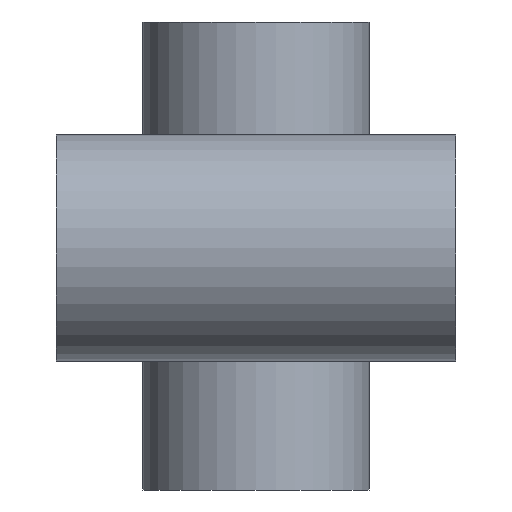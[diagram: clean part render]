
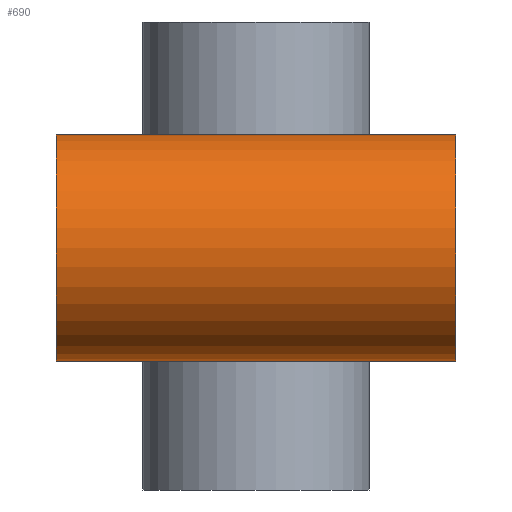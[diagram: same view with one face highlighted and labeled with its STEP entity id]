
A CAD part, front view. The second image highlights one B-rep face of the part: STEP entity #690.
In plain terms, the highlighted cylindrical face has radius 15 mm (diameter 30 mm), a partial arc.
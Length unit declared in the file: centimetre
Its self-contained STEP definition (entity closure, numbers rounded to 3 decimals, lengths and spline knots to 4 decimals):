
#3 = DIRECTION ( 'NONE',  ( 0., 0., 1. ) ) ;
#10 = CYLINDRICAL_SURFACE ( 'NONE', #477, 1.5 ) ;
#54 = VECTOR ( 'NONE', #614, 100. ) ;
#57 = ORIENTED_EDGE ( 'NONE', *, *, #539, .F. ) ;
#63 = EDGE_LOOP ( 'NONE', ( #278, #839, #686, #57 ) ) ;
#78 = CARTESIAN_POINT ( 'NONE',  ( 6.8919, 0.5254, 0. ) ) ;
#79 = DIRECTION ( 'NONE',  ( -1., 0., 0. ) ) ;
#99 = FACE_OUTER_BOUND ( 'NONE', #63, .T. ) ;
#194 = AXIS2_PLACEMENT_3D ( 'NONE', #353, #637, #377 ) ;
#197 = EDGE_CURVE ( 'NONE', #753, #535, #838, .T. ) ;
#262 = CARTESIAN_POINT ( 'NONE',  ( 6.8919, 0.5254, -1.5 ) ) ;
#266 = DIRECTION ( 'NONE',  ( -1., 0., 0. ) ) ;
#270 = VERTEX_POINT ( 'NONE', #735 ) ;
#275 = VERTEX_POINT ( 'NONE', #669 ) ;
#278 = ORIENTED_EDGE ( 'NONE', *, *, #457, .F. ) ;
#298 = EDGE_CURVE ( 'NONE', #535, #275, #440, .T. ) ;
#326 = AXIS2_PLACEMENT_3D ( 'NONE', #618, #266, #413 ) ;
#335 = LINE ( 'NONE', #262, #54 ) ;
#338 = CARTESIAN_POINT ( 'NONE',  ( 2.6492, 0.5254, 1.5 ) ) ;
#353 = CARTESIAN_POINT ( 'NONE',  ( 2.6492, 0.5254, 0. ) ) ;
#377 = DIRECTION ( 'NONE',  ( 0., 0., 1. ) ) ;
#413 = DIRECTION ( 'NONE',  ( 0., 0., -1. ) ) ;
#440 = LINE ( 'NONE', #603, #534 ) ;
#457 = EDGE_CURVE ( 'NONE', #753, #270, #335, .T. ) ;
#477 = AXIS2_PLACEMENT_3D ( 'NONE', #78, #653, #3 ) ;
#534 = VECTOR ( 'NONE', #79, 100. ) ;
#535 = VERTEX_POINT ( 'NONE', #338 ) ;
#539 = EDGE_CURVE ( 'NONE', #270, #275, #724, .T. ) ;
#603 = CARTESIAN_POINT ( 'NONE',  ( 6.8919, 0.5254, 1.5 ) ) ;
#614 = DIRECTION ( 'NONE',  ( -1., 0., 0. ) ) ;
#618 = CARTESIAN_POINT ( 'NONE',  ( -2.6492, 0.5254, 0. ) ) ;
#637 = DIRECTION ( 'NONE',  ( -1., 0., 0. ) ) ;
#653 = DIRECTION ( 'NONE',  ( -1., 0., 0. ) ) ;
#669 = CARTESIAN_POINT ( 'NONE',  ( -2.6492, 0.5254, 1.5 ) ) ;
#686 = ORIENTED_EDGE ( 'NONE', *, *, #298, .T. ) ;
#690 = ADVANCED_FACE ( 'NONE', ( #99 ), #10, .T. ) ;
#724 = CIRCLE ( 'NONE', #326, 1.5 ) ;
#735 = CARTESIAN_POINT ( 'NONE',  ( -2.6492, 0.5254, -1.5 ) ) ;
#753 = VERTEX_POINT ( 'NONE', #909 ) ;
#838 = CIRCLE ( 'NONE', #194, 1.5 ) ;
#839 = ORIENTED_EDGE ( 'NONE', *, *, #197, .T. ) ;
#909 = CARTESIAN_POINT ( 'NONE',  ( 2.6492, 0.5254, -1.5 ) ) ;
